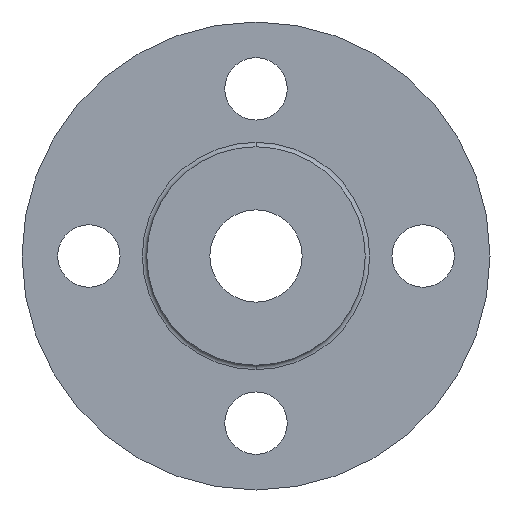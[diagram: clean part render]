
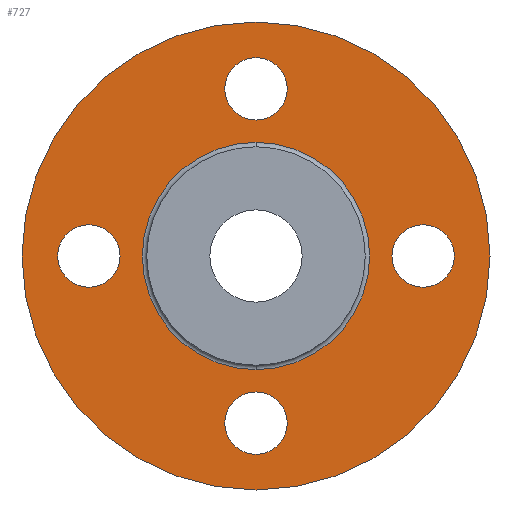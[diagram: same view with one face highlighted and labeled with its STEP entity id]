
A CAD part, front view. The second image highlights one B-rep face of the part: STEP entity #727.
In plain terms, the highlighted planar face has unit normal (0, -1, 0).
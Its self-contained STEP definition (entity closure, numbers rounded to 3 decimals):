
#5 = VERTEX_POINT ( 'NONE', #1018 ) ;
#14 = AXIS2_PLACEMENT_3D ( 'NONE', #235, #553, #955 ) ;
#18 = CIRCLE ( 'NONE', #1154, 25.5 ) ;
#21 = ORIENTED_EDGE ( 'NONE', *, *, #337, .F. ) ;
#23 = EDGE_LOOP ( 'NONE', ( #1056, #1158 ) ) ;
#41 = CARTESIAN_POINT ( 'NONE',  ( -37.5, 2., 0. ) ) ;
#44 = CIRCLE ( 'NONE', #386, 52.5 ) ;
#74 = CIRCLE ( 'NONE', #708, 7. ) ;
#95 = FACE_BOUND ( 'NONE', #1102, .T. ) ;
#103 = DIRECTION ( 'NONE',  ( 0., 1., 0. ) ) ;
#121 = CARTESIAN_POINT ( 'NONE',  ( 0., 2., -25.5 ) ) ;
#131 = VERTEX_POINT ( 'NONE', #172 ) ;
#142 = CIRCLE ( 'NONE', #982, 7. ) ;
#146 = AXIS2_PLACEMENT_3D ( 'NONE', #376, #1091, #1096 ) ;
#147 = CARTESIAN_POINT ( 'NONE',  ( 37.5, 2., 7. ) ) ;
#156 = DIRECTION ( 'NONE',  ( 0., 0., -1. ) ) ;
#168 = DIRECTION ( 'NONE',  ( 0., 0., 1. ) ) ;
#172 = CARTESIAN_POINT ( 'NONE',  ( 0., 2., 25.5 ) ) ;
#186 = FACE_BOUND ( 'NONE', #23, .T. ) ;
#190 = FACE_BOUND ( 'NONE', #1011, .T. ) ;
#195 = DIRECTION ( 'NONE',  ( 0., 0., 1. ) ) ;
#198 = DIRECTION ( 'NONE',  ( 0., 0., -1. ) ) ;
#205 = DIRECTION ( 'NONE',  ( 0., -1., 0. ) ) ;
#212 = CIRCLE ( 'NONE', #728, 7. ) ;
#226 = AXIS2_PLACEMENT_3D ( 'NONE', #826, #1237, #723 ) ;
#235 = CARTESIAN_POINT ( 'NONE',  ( -37.5, 2., 0. ) ) ;
#279 = VERTEX_POINT ( 'NONE', #530 ) ;
#296 = DIRECTION ( 'NONE',  ( 0., 0., 1. ) ) ;
#299 = CARTESIAN_POINT ( 'NONE',  ( 37.5, 2., 0. ) ) ;
#310 = DIRECTION ( 'NONE',  ( 0., 1., 0. ) ) ;
#316 = VERTEX_POINT ( 'NONE', #605 ) ;
#317 = AXIS2_PLACEMENT_3D ( 'NONE', #700, #310, #510 ) ;
#320 = EDGE_CURVE ( 'NONE', #1149, #1162, #385, .T. ) ;
#336 = VERTEX_POINT ( 'NONE', #121 ) ;
#337 = EDGE_CURVE ( 'NONE', #131, #336, #365, .T. ) ;
#339 = DIRECTION ( 'NONE',  ( 0., 0., 1. ) ) ;
#365 = CIRCLE ( 'NONE', #811, 25.5 ) ;
#367 = CIRCLE ( 'NONE', #146, 52.5 ) ;
#376 = CARTESIAN_POINT ( 'NONE',  ( 0., 2., 0. ) ) ;
#384 = ORIENTED_EDGE ( 'NONE', *, *, #1229, .T. ) ;
#385 = CIRCLE ( 'NONE', #226, 7. ) ;
#386 = AXIS2_PLACEMENT_3D ( 'NONE', #1052, #841, #156 ) ;
#405 = DIRECTION ( 'NONE',  ( 0., 0., 1. ) ) ;
#410 = CARTESIAN_POINT ( 'NONE',  ( 0., 2., -37.5 ) ) ;
#413 = VERTEX_POINT ( 'NONE', #783 ) ;
#418 = CIRCLE ( 'NONE', #317, 7. ) ;
#478 = EDGE_LOOP ( 'NONE', ( #984, #857 ) ) ;
#484 = EDGE_CURVE ( 'NONE', #732, #5, #568, .T. ) ;
#488 = PLANE ( 'NONE',  #924 ) ;
#504 = CARTESIAN_POINT ( 'NONE',  ( -37.5, 2., 7. ) ) ;
#510 = DIRECTION ( 'NONE',  ( 0., 0., 1. ) ) ;
#530 = CARTESIAN_POINT ( 'NONE',  ( 0., 2., -52.5 ) ) ;
#537 = CARTESIAN_POINT ( 'NONE',  ( 0., 2., 44.5 ) ) ;
#553 = DIRECTION ( 'NONE',  ( 0., 1., 0. ) ) ;
#563 = ORIENTED_EDGE ( 'NONE', *, *, #631, .T. ) ;
#568 = CIRCLE ( 'NONE', #789, 7. ) ;
#571 = EDGE_LOOP ( 'NONE', ( #626, #848 ) ) ;
#585 = CARTESIAN_POINT ( 'NONE',  ( -25.5, 2., 0. ) ) ;
#605 = CARTESIAN_POINT ( 'NONE',  ( 0., 2., -44.5 ) ) ;
#626 = ORIENTED_EDGE ( 'NONE', *, *, #630, .T. ) ;
#630 = EDGE_CURVE ( 'NONE', #413, #316, #74, .T. ) ;
#631 = EDGE_CURVE ( 'NONE', #279, #1076, #367, .T. ) ;
#672 = VERTEX_POINT ( 'NONE', #1192 ) ;
#688 = DIRECTION ( 'NONE',  ( 0., 1., 0. ) ) ;
#700 = CARTESIAN_POINT ( 'NONE',  ( 0., 2., -37.5 ) ) ;
#708 = AXIS2_PLACEMENT_3D ( 'NONE', #410, #803, #296 ) ;
#723 = DIRECTION ( 'NONE',  ( 0., 0., 1. ) ) ;
#727 = ADVANCED_FACE ( 'NONE', ( #190, #1087, #186, #793, #95, #882 ), #488, .F. ) ;
#728 = AXIS2_PLACEMENT_3D ( 'NONE', #299, #799, #405 ) ;
#732 = VERTEX_POINT ( 'NONE', #504 ) ;
#733 = DIRECTION ( 'NONE',  ( 0., 1., 0. ) ) ;
#746 = EDGE_CURVE ( 'NONE', #316, #413, #418, .T. ) ;
#751 = EDGE_CURVE ( 'NONE', #336, #131, #18, .T. ) ;
#766 = EDGE_CURVE ( 'NONE', #1162, #1149, #212, .T. ) ;
#780 = EDGE_LOOP ( 'NONE', ( #563, #384 ) ) ;
#783 = CARTESIAN_POINT ( 'NONE',  ( 0., 2., -30.5 ) ) ;
#789 = AXIS2_PLACEMENT_3D ( 'NONE', #41, #733, #168 ) ;
#793 = FACE_BOUND ( 'NONE', #571, .T. ) ;
#799 = DIRECTION ( 'NONE',  ( 0., 1., 0. ) ) ;
#803 = DIRECTION ( 'NONE',  ( 0., 1., 0. ) ) ;
#811 = AXIS2_PLACEMENT_3D ( 'NONE', #917, #1150, #954 ) ;
#826 = CARTESIAN_POINT ( 'NONE',  ( 37.5, 2., 0. ) ) ;
#841 = DIRECTION ( 'NONE',  ( 0., -1., 0. ) ) ;
#848 = ORIENTED_EDGE ( 'NONE', *, *, #746, .T. ) ;
#857 = ORIENTED_EDGE ( 'NONE', *, *, #1010, .T. ) ;
#882 = FACE_OUTER_BOUND ( 'NONE', #780, .T. ) ;
#892 = DIRECTION ( 'NONE',  ( 0., 0., 1. ) ) ;
#911 = CARTESIAN_POINT ( 'NONE',  ( 0., 2., 0. ) ) ;
#917 = CARTESIAN_POINT ( 'NONE',  ( 0., 2., 0. ) ) ;
#924 = AXIS2_PLACEMENT_3D ( 'NONE', #585, #103, #892 ) ;
#926 = ORIENTED_EDGE ( 'NONE', *, *, #484, .T. ) ;
#934 = CARTESIAN_POINT ( 'NONE',  ( 37.5, 2., -7. ) ) ;
#935 = CIRCLE ( 'NONE', #1098, 7. ) ;
#954 = DIRECTION ( 'NONE',  ( 0., 0., -1. ) ) ;
#955 = DIRECTION ( 'NONE',  ( 0., 0., 1. ) ) ;
#965 = CARTESIAN_POINT ( 'NONE',  ( 0., 2., 52.5 ) ) ;
#982 = AXIS2_PLACEMENT_3D ( 'NONE', #1151, #1044, #339 ) ;
#984 = ORIENTED_EDGE ( 'NONE', *, *, #1171, .T. ) ;
#1010 = EDGE_CURVE ( 'NONE', #672, #1248, #935, .T. ) ;
#1011 = EDGE_LOOP ( 'NONE', ( #926, #1121 ) ) ;
#1018 = CARTESIAN_POINT ( 'NONE',  ( -37.5, 2., -7. ) ) ;
#1044 = DIRECTION ( 'NONE',  ( 0., 1., 0. ) ) ;
#1052 = CARTESIAN_POINT ( 'NONE',  ( 0., 2., 0. ) ) ;
#1056 = ORIENTED_EDGE ( 'NONE', *, *, #766, .T. ) ;
#1076 = VERTEX_POINT ( 'NONE', #965 ) ;
#1087 = FACE_BOUND ( 'NONE', #478, .T. ) ;
#1091 = DIRECTION ( 'NONE',  ( 0., -1., 0. ) ) ;
#1096 = DIRECTION ( 'NONE',  ( 0., 0., -1. ) ) ;
#1098 = AXIS2_PLACEMENT_3D ( 'NONE', #1196, #688, #195 ) ;
#1102 = EDGE_LOOP ( 'NONE', ( #1208, #21 ) ) ;
#1121 = ORIENTED_EDGE ( 'NONE', *, *, #1234, .T. ) ;
#1149 = VERTEX_POINT ( 'NONE', #934 ) ;
#1150 = DIRECTION ( 'NONE',  ( 0., -1., 0. ) ) ;
#1151 = CARTESIAN_POINT ( 'NONE',  ( 0., 2., 37.5 ) ) ;
#1154 = AXIS2_PLACEMENT_3D ( 'NONE', #911, #205, #198 ) ;
#1158 = ORIENTED_EDGE ( 'NONE', *, *, #320, .T. ) ;
#1162 = VERTEX_POINT ( 'NONE', #147 ) ;
#1171 = EDGE_CURVE ( 'NONE', #1248, #672, #142, .T. ) ;
#1192 = CARTESIAN_POINT ( 'NONE',  ( 0., 2., 30.5 ) ) ;
#1196 = CARTESIAN_POINT ( 'NONE',  ( 0., 2., 37.5 ) ) ;
#1208 = ORIENTED_EDGE ( 'NONE', *, *, #751, .F. ) ;
#1229 = EDGE_CURVE ( 'NONE', #1076, #279, #44, .T. ) ;
#1234 = EDGE_CURVE ( 'NONE', #5, #732, #1287, .T. ) ;
#1237 = DIRECTION ( 'NONE',  ( 0., 1., 0. ) ) ;
#1248 = VERTEX_POINT ( 'NONE', #537 ) ;
#1287 = CIRCLE ( 'NONE', #14, 7. ) ;
